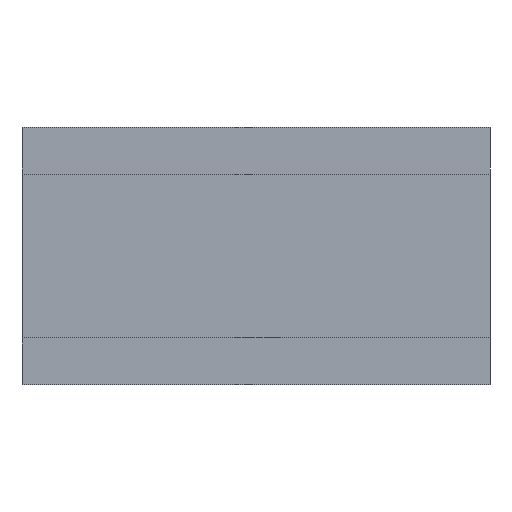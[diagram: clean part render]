
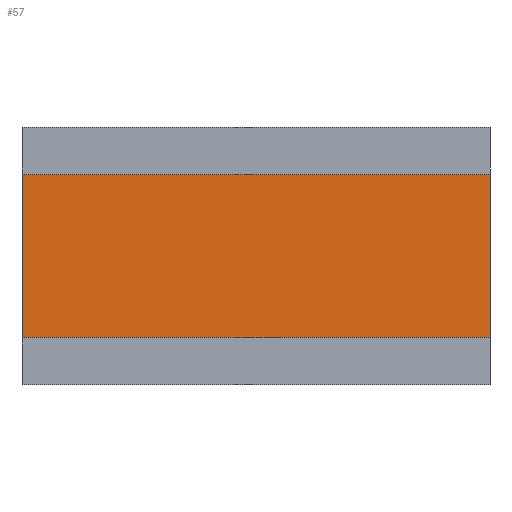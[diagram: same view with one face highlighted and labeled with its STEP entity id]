
A CAD part, front view. The second image highlights one B-rep face of the part: STEP entity #57.
In plain terms, the highlighted planar face has unit normal (0, -1, 0).
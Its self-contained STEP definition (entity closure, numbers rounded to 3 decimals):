
#57=ADVANCED_FACE('',(#91),#491,.T.);
#91=FACE_OUTER_BOUND('',#125,.T.);
#125=EDGE_LOOP('',(#181,#182,#183,#184));
#181=ORIENTED_EDGE('',*,*,#313,.T.);
#182=ORIENTED_EDGE('',*,*,#314,.T.);
#183=ORIENTED_EDGE('',*,*,#315,.F.);
#184=ORIENTED_EDGE('',*,*,#316,.F.);
#313=EDGE_CURVE('',#445,#446,#385,.T.);
#314=EDGE_CURVE('',#446,#447,#386,.T.);
#315=EDGE_CURVE('',#448,#447,#387,.T.);
#316=EDGE_CURVE('',#445,#448,#388,.T.);
#385=B_SPLINE_CURVE_WITH_KNOTS('',1,(#685,#686),.UNSPECIFIED.,.F.,.F.,(2,
2),(-22.,-13.),.UNSPECIFIED.);
#386=B_SPLINE_CURVE_WITH_KNOTS('',1,(#687,#688),.UNSPECIFIED.,.F.,.F.,(2,
2),(0.,20.),.UNSPECIFIED.);
#387=B_SPLINE_CURVE_WITH_KNOTS('',1,(#689,#690),.UNSPECIFIED.,.F.,.F.,(2,
2),(-22.,-13.),.UNSPECIFIED.);
#388=B_SPLINE_CURVE_WITH_KNOTS('',1,(#691,#692),.UNSPECIFIED.,.F.,.F.,(2,
2),(0.,20.),.UNSPECIFIED.);
#445=VERTEX_POINT('',#677);
#446=VERTEX_POINT('',#678);
#447=VERTEX_POINT('',#679);
#448=VERTEX_POINT('',#680);
#491=PLANE('',#541);
#541=AXIS2_PLACEMENT_3D('',#671,#586,$);
#586=DIRECTION('',(0.,-1.,0.));
#671=CARTESIAN_POINT('',(93.4,-9.401,-9.));
#677=CARTESIAN_POINT('',(93.4,-9.401,-9.));
#678=CARTESIAN_POINT('',(93.4,-9.401,0.));
#679=CARTESIAN_POINT('',(73.4,-9.401,0.));
#680=CARTESIAN_POINT('',(73.4,-9.401,-9.));
#685=CARTESIAN_POINT('',(93.4,-9.401,-9.));
#686=CARTESIAN_POINT('',(93.4,-9.401,0.));
#687=CARTESIAN_POINT('',(93.4,-9.401,0.));
#688=CARTESIAN_POINT('',(73.4,-9.401,0.));
#689=CARTESIAN_POINT('',(73.4,-9.401,-9.));
#690=CARTESIAN_POINT('',(73.4,-9.401,0.));
#691=CARTESIAN_POINT('',(93.4,-9.401,-9.));
#692=CARTESIAN_POINT('',(73.4,-9.401,-9.));
